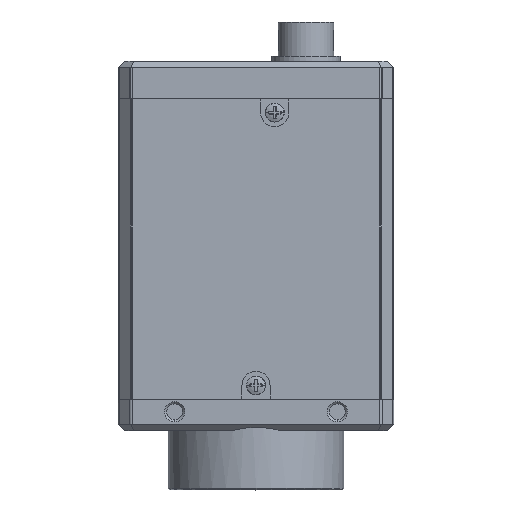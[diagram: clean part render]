
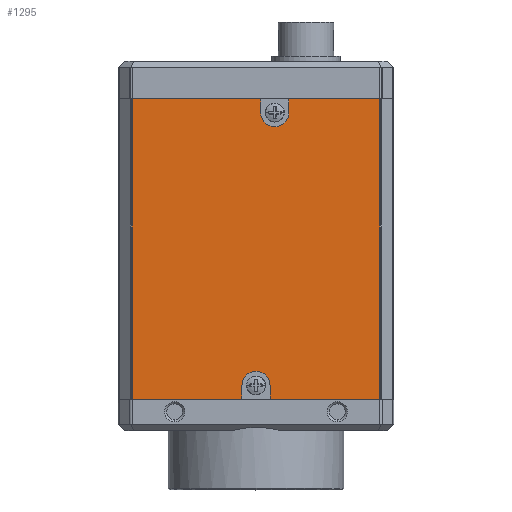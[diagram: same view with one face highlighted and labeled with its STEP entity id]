
A CAD part, top view. The second image highlights one B-rep face of the part: STEP entity #1295.
In plain terms, the highlighted planar face has unit normal (0, 0, 1).
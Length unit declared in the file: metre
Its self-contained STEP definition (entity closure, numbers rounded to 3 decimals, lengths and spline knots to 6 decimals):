
#1295=ADVANCED_FACE('0:2998',(#3926),#3927,.T.);
#3926=FACE_OUTER_BOUND('',#13914,.T.);
#3927=PLANE('',#13915);
#13914=EDGE_LOOP('',(#23605,#23606,#23607,#23608,#23609,#23610,#23611,#23612,#23613,#23614,#23615,#23616,#23617,#23618));
#13915=AXIS2_PLACEMENT_3D('',#23619,#23620,#23621);
#23605=ORIENTED_EDGE('',*,*,#26374,.F.);
#23606=ORIENTED_EDGE('',*,*,#29009,.F.);
#23607=ORIENTED_EDGE('',*,*,#29007,.F.);
#23608=ORIENTED_EDGE('',*,*,#27284,.F.);
#23609=ORIENTED_EDGE('',*,*,#26473,.F.);
#23610=ORIENTED_EDGE('',*,*,#28715,.F.);
#23611=ORIENTED_EDGE('',*,*,#29010,.T.);
#23612=ORIENTED_EDGE('',*,*,#26382,.F.);
#23613=ORIENTED_EDGE('',*,*,#29011,.F.);
#23614=ORIENTED_EDGE('',*,*,#29003,.F.);
#23615=ORIENTED_EDGE('',*,*,#26397,.F.);
#23616=ORIENTED_EDGE('',*,*,#27325,.F.);
#23617=ORIENTED_EDGE('',*,*,#29005,.F.);
#23618=ORIENTED_EDGE('',*,*,#29012,.T.);
#23619=CARTESIAN_POINT('',(0.,0.001025,0.028695));
#23620=DIRECTION('',(0.0,0.,1.0));
#23621=DIRECTION('',(0.0,-1.0,0.));
#26374=EDGE_CURVE('0:6424',#30828,#30830,#30831,.T.);
#26382=EDGE_CURVE('0:6400',#30844,#30846,#30847,.T.);
#26397=EDGE_CURVE('0:6349',#30873,#30876,#30877,.T.);
#26473=EDGE_CURVE('0:6190',#31017,#31013,#31019,.T.);
#27284=EDGE_CURVE('0:6190',#31013,#32347,#32348,.T.);
#27325=EDGE_CURVE('0:6349',#32403,#30873,#32405,.T.);
#28715=EDGE_CURVE('0:10780',#34540,#31017,#34541,.T.);
#29003=EDGE_CURVE('0:11644',#30876,#34989,#34990,.T.);
#29005=EDGE_CURVE('0:11650',#34992,#32403,#34993,.T.);
#29007=EDGE_CURVE('0:11656',#32347,#34995,#34996,.T.);
#29009=EDGE_CURVE('0:11662',#34995,#30828,#34998,.T.);
#29010=EDGE_CURVE('0:11665',#34540,#30846,#34999,.T.);
#29011=EDGE_CURVE('0:11668',#34989,#30844,#35000,.T.);
#29012=EDGE_CURVE('0:11671',#34992,#30830,#35001,.T.);
#30828=VERTEX_POINT('',#37185);
#30830=VERTEX_POINT('',#37187);
#30831=LINE('',#37188,#37189);
#30844=VERTEX_POINT('',#37205);
#30846=VERTEX_POINT('',#37207);
#30847=LINE('',#37208,#37209);
#30873=VERTEX_POINT('',#37241);
#30876=VERTEX_POINT('',#37245);
#30877=CIRCLE('',#37246,0.00225);
#31013=VERTEX_POINT('',#37419);
#31017=VERTEX_POINT('',#37424);
#31019=CIRCLE('',#37427,0.00225);
#32347=VERTEX_POINT('',#39353);
#32348=CIRCLE('',#39354,0.00225);
#32403=VERTEX_POINT('',#39431);
#32405=CIRCLE('',#39434,0.00225);
#34540=VERTEX_POINT('',#43692);
#34541=LINE('',#43693,#43694);
#34989=VERTEX_POINT('',#44465);
#34990=LINE('',#44466,#44467);
#34992=VERTEX_POINT('',#44470);
#34993=LINE('',#44471,#44472);
#34995=VERTEX_POINT('',#44475);
#34996=LINE('',#44476,#44477);
#34998=LINE('',#44480,#44481);
#34999=LINE('',#44482,#44483);
#35000=LINE('',#44484,#44485);
#35001=LINE('',#44486,#44487);
#37185=CARTESIAN_POINT('',(-0.019751,-0.022975,0.028695));
#37187=CARTESIAN_POINT('',(-0.019751,0.025025,0.028695));
#37188=CARTESIAN_POINT('',(-0.019751,0.001025,0.028695));
#37189=VECTOR('',#47334,1.0);
#37205=CARTESIAN_POINT('',(0.019751,0.025025,0.028695));
#37207=CARTESIAN_POINT('',(0.019751,-0.022975,0.028695));
#37208=CARTESIAN_POINT('',(0.019751,0.001025,0.028695));
#37209=VECTOR('',#47350,1.0);
#37241=CARTESIAN_POINT('',(0.003,0.020575,0.028695));
#37245=CARTESIAN_POINT('',(0.00525,0.022825,0.028695));
#37246=AXIS2_PLACEMENT_3D('',#47379,#47380,#47381);
#37419=CARTESIAN_POINT('',(0.,-0.018525,0.028695));
#37424=CARTESIAN_POINT('',(0.00225,-0.020775,0.028695));
#37427=AXIS2_PLACEMENT_3D('',#47555,#47556,#47557);
#39353=CARTESIAN_POINT('',(-0.00225,-0.020775,0.028695));
#39354=AXIS2_PLACEMENT_3D('',#49498,#49499,#49500);
#39431=CARTESIAN_POINT('',(0.00075,0.022825,0.028695));
#39434=AXIS2_PLACEMENT_3D('',#49601,#49602,#49603);
#43692=CARTESIAN_POINT('',(0.00225,-0.022975,0.028695));
#43693=CARTESIAN_POINT('',(0.00225,-0.010425,0.028695));
#43694=VECTOR('',#51654,1.0);
#44465=CARTESIAN_POINT('',(0.00525,0.025025,0.028695));
#44466=CARTESIAN_POINT('',(0.00525,0.012475,0.028695));
#44467=VECTOR('',#52007,1.0);
#44470=CARTESIAN_POINT('',(0.00075,0.025025,0.028695));
#44471=CARTESIAN_POINT('',(0.00075,0.012475,0.028695));
#44472=VECTOR('',#52009,1.0);
#44475=CARTESIAN_POINT('',(-0.00225,-0.022975,0.028695));
#44476=CARTESIAN_POINT('',(-0.00225,-0.010425,0.028695));
#44477=VECTOR('',#52011,1.0);
#44480=CARTESIAN_POINT('',(0.,-0.022975,0.028695));
#44481=VECTOR('',#52013,1.0);
#44482=CARTESIAN_POINT('',(0.019793,-0.022975,0.028695));
#44483=VECTOR('',#52014,0.017543);
#44484=CARTESIAN_POINT('',(0.009948,0.025025,0.028695));
#44485=VECTOR('',#52015,1.0);
#44486=CARTESIAN_POINT('',(0.00075,0.025025,0.028695));
#44487=VECTOR('',#52016,1.0);
#47334=DIRECTION('',(0.,1.0,0.));
#47350=DIRECTION('',(0.,-1.0,0.));
#47379=CARTESIAN_POINT('',(0.003,0.022825,0.028695));
#47380=DIRECTION('',(0.,0.,1.0));
#47381=DIRECTION('',(0.,1.0,0.));
#47555=CARTESIAN_POINT('',(0.,-0.020775,0.028695));
#47556=DIRECTION('',(0.,0.,1.0));
#47557=DIRECTION('',(0.,1.0,0.));
#49498=CARTESIAN_POINT('',(0.,-0.020775,0.028695));
#49499=DIRECTION('',(0.,0.,1.0));
#49500=DIRECTION('',(0.,1.0,0.));
#49601=CARTESIAN_POINT('',(0.003,0.022825,0.028695));
#49602=DIRECTION('',(0.,0.,1.0));
#49603=DIRECTION('',(0.,1.0,0.));
#51654=DIRECTION('',(0.,1.0,0.));
#52007=DIRECTION('',(0.,1.0,0.));
#52009=DIRECTION('',(0.,-1.0,0.));
#52011=DIRECTION('',(0.,-1.0,0.));
#52013=DIRECTION('',(-1.0,0.,0.));
#52014=DIRECTION('',(1.0,0.,0.));
#52015=DIRECTION('',(1.0,0.,0.));
#52016=DIRECTION('',(-1.0,0.,0.));
